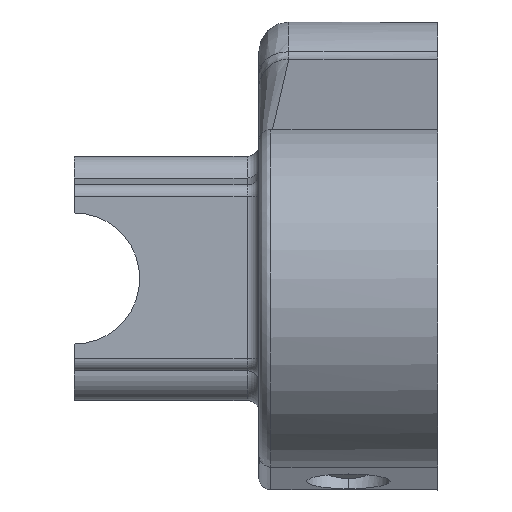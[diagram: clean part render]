
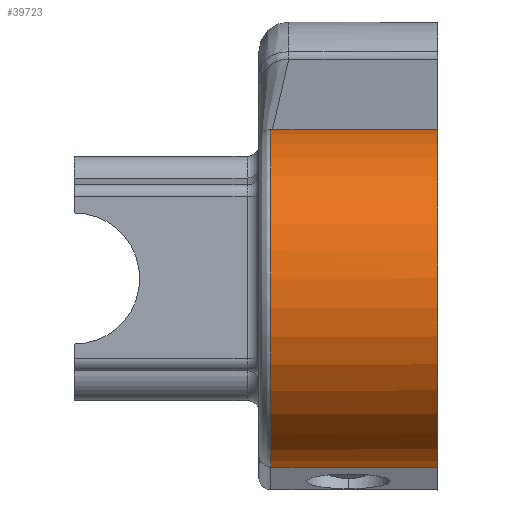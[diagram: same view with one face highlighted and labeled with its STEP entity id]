
A CAD part, left-side view. The second image highlights one B-rep face of the part: STEP entity #39723.
In plain terms, the highlighted cylindrical face has radius 28.5 mm (diameter 57 mm), a partial arc.
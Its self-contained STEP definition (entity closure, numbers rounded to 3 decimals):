
#345 = CARTESIAN_POINT ( 'NONE',  ( -92.5, 30., 53.852 ) ) ;
#2636 = CARTESIAN_POINT ( 'NONE',  ( -84.746, 58., 81.277 ) ) ;
#2849 = CARTESIAN_POINT ( 'NONE',  ( -86.617, 58., 81.806 ) ) ;
#3866 = CARTESIAN_POINT ( 'NONE',  ( -109.085, 58., 30.593 ) ) ;
#4296 = VERTEX_POINT ( 'NONE', #17470 ) ;
#4806 = VECTOR ( 'NONE', #17435, 1000. ) ;
#5972 = CARTESIAN_POINT ( 'NONE',  ( -117.818, 58., 67.082 ) ) ;
#6177 = CARTESIAN_POINT ( 'NONE',  ( -105.772, 58., 28.556 ) ) ;
#6579 = CARTESIAN_POINT ( 'NONE',  ( -104.01, 58., 27.707 ) ) ;
#7292 = EDGE_CURVE ( 'NONE', #10086, #11725, #19954, .T. ) ;
#8487 = VERTEX_POINT ( 'NONE', #36629 ) ;
#8746 = ORIENTED_EDGE ( 'NONE', *, *, #36633, .T. ) ;
#9920 = CARTESIAN_POINT ( 'NONE',  ( -100.352, 58., 26.386 ) ) ;
#9966 = ORIENTED_EDGE ( 'NONE', *, *, #16386, .F. ) ;
#10086 = VERTEX_POINT ( 'NONE', #18948 ) ;
#10380 = DIRECTION ( 'NONE',  ( 0., 1., 0. ) ) ;
#10822 = EDGE_LOOP ( 'NONE', ( #8746, #34969, #9966, #34084 ) ) ;
#11725 = VERTEX_POINT ( 'NONE', #23194 ) ;
#12263 = CARTESIAN_POINT ( 'NONE',  ( -100.132, 58., 81.38 ) ) ;
#12655 = CARTESIAN_POINT ( 'NONE',  ( -116.973, 58., 39.117 ) ) ;
#13083 = EDGE_CURVE ( 'NONE', #4296, #8487, #30442, .T. ) ;
#14859 = VECTOR ( 'NONE', #22002, 1000. ) ;
#15315 = AXIS2_PLACEMENT_3D ( 'NONE', #345, #22698, #39180 ) ;
#15388 = CARTESIAN_POINT ( 'NONE',  ( -94.376, 58., 82.356 ) ) ;
#15600 = CARTESIAN_POINT ( 'NONE',  ( -119.38, 58., 63.521 ) ) ;
#15798 = CARTESIAN_POINT ( 'NONE',  ( -114.744, 58., 35.929 ) ) ;
#16212 = CARTESIAN_POINT ( 'NONE',  ( -120.784, 58., 57.855 ) ) ;
#16386 = EDGE_CURVE ( 'NONE', #10086, #8487, #17851, .T. ) ;
#16443 = FACE_OUTER_BOUND ( 'NONE', #10822, .T. ) ;
#17435 = DIRECTION ( 'NONE',  ( 0., 1., 0. ) ) ;
#17470 = CARTESIAN_POINT ( 'NONE',  ( -84.746, 58., 81.277 ) ) ;
#17851 = LINE ( 'NONE', #27446, #4806 ) ;
#18120 = CARTESIAN_POINT ( 'NONE',  ( -108.897, 58., 77.243 ) ) ;
#18948 = CARTESIAN_POINT ( 'NONE',  ( -96.53, 30., 25.638 ) ) ;
#19954 = CIRCLE ( 'NONE', #15315, 28.5 ) ;
#21454 = CARTESIAN_POINT ( 'NONE',  ( -113.31, 58., 73.422 ) ) ;
#21857 = CARTESIAN_POINT ( 'NONE',  ( -114.6, 58., 71.953 ) ) ;
#22002 = DIRECTION ( 'NONE',  ( 0., 1., 0. ) ) ;
#22256 = CARTESIAN_POINT ( 'NONE',  ( -119.457, 58., 44.399 ) ) ;
#22457 = CARTESIAN_POINT ( 'NONE',  ( -120.816, 58., 50.076 ) ) ;
#22698 = DIRECTION ( 'NONE',  ( 0., 1., 0. ) ) ;
#22916 = AXIS2_PLACEMENT_3D ( 'NONE', #38360, #10380, #23112 ) ;
#23112 = DIRECTION ( 'NONE',  ( 0., 0., -1. ) ) ;
#23194 = CARTESIAN_POINT ( 'NONE',  ( -84.746, 30., 81.277 ) ) ;
#24782 = CARTESIAN_POINT ( 'NONE',  ( -88.543, 58., 82.143 ) ) ;
#24983 = CARTESIAN_POINT ( 'NONE',  ( -105.568, 58., 79.254 ) ) ;
#25378 = CARTESIAN_POINT ( 'NONE',  ( -110.637, 58., 31.782 ) ) ;
#25594 = CARTESIAN_POINT ( 'NONE',  ( -120.992, 58., 55.911 ) ) ;
#25795 = CARTESIAN_POINT ( 'NONE',  ( -119.979, 58., 61.66 ) ) ;
#25997 = CARTESIAN_POINT ( 'NONE',  ( -113.466, 58., 34.45 ) ) ;
#27446 = CARTESIAN_POINT ( 'NONE',  ( -96.53, 30., 25.638 ) ) ;
#28735 = CARTESIAN_POINT ( 'NONE',  ( -98.456, 58., 25.913 ) ) ;
#28940 = CARTESIAN_POINT ( 'NONE',  ( -117.923, 58., 40.825 ) ) ;
#30442 = B_SPLINE_CURVE_WITH_KNOTS ( 'NONE', 3,
 ( #2636, #2849, #24782, #37521, #15388, #40860, #12263, #34590, #24983, #18120, #37727, #21454, #21857, #34182, #5972, #15600, #25795, #16212, #25594, #37920, #22457, #35187, #22256, #28940, #12655, #15798, #25997, #25378, #3866, #6177, #6579, #9920, #28735, #34996 ),
 .UNSPECIFIED., .F., .F.,
 ( 4, 2, 2, 2, 2, 2, 2, 2, 2, 2, 2, 2, 2, 2, 2, 2, 4 ),
 ( 0., 0.063, 0.125, 0.188, 0.25, 0.313, 0.375, 0.438, 0.5, 0.563, 0.625, 0.688, 0.75, 0.813, 0.875, 0.938, 1. ),
 .UNSPECIFIED. ) ;
#32001 = CARTESIAN_POINT ( 'NONE',  ( -84.746, 30., 81.277 ) ) ;
#34084 = ORIENTED_EDGE ( 'NONE', *, *, #7292, .T. ) ;
#34182 = CARTESIAN_POINT ( 'NONE',  ( -116.854, 58., 68.783 ) ) ;
#34590 = CARTESIAN_POINT ( 'NONE',  ( -103.8, 58., 80.088 ) ) ;
#34969 = ORIENTED_EDGE ( 'NONE', *, *, #13083, .T. ) ;
#34996 = CARTESIAN_POINT ( 'NONE',  ( -96.53, 58., 25.638 ) ) ;
#35187 = CARTESIAN_POINT ( 'NONE',  ( -120.04, 58., 46.265 ) ) ;
#35217 = CYLINDRICAL_SURFACE ( 'NONE', #22916, 28.5 ) ;
#36629 = CARTESIAN_POINT ( 'NONE',  ( -96.53, 58., 25.638 ) ) ;
#36633 = EDGE_CURVE ( 'NONE', #11725, #4296, #41210, .T. ) ;
#37521 = CARTESIAN_POINT ( 'NONE',  ( -92.423, 58., 82.418 ) ) ;
#37727 = CARTESIAN_POINT ( 'NONE',  ( -110.459, 58., 76.067 ) ) ;
#37920 = CARTESIAN_POINT ( 'NONE',  ( -121.008, 58., 52.022 ) ) ;
#38360 = CARTESIAN_POINT ( 'NONE',  ( -92.5, 30., 53.852 ) ) ;
#39180 = DIRECTION ( 'NONE',  ( 0., 0., -1. ) ) ;
#39723 = ADVANCED_FACE ( 'NONE', ( #16443 ), #35217, .T. ) ;
#40860 = CARTESIAN_POINT ( 'NONE',  ( -98.231, 58., 81.837 ) ) ;
#41210 = LINE ( 'NONE', #32001, #14859 ) ;
